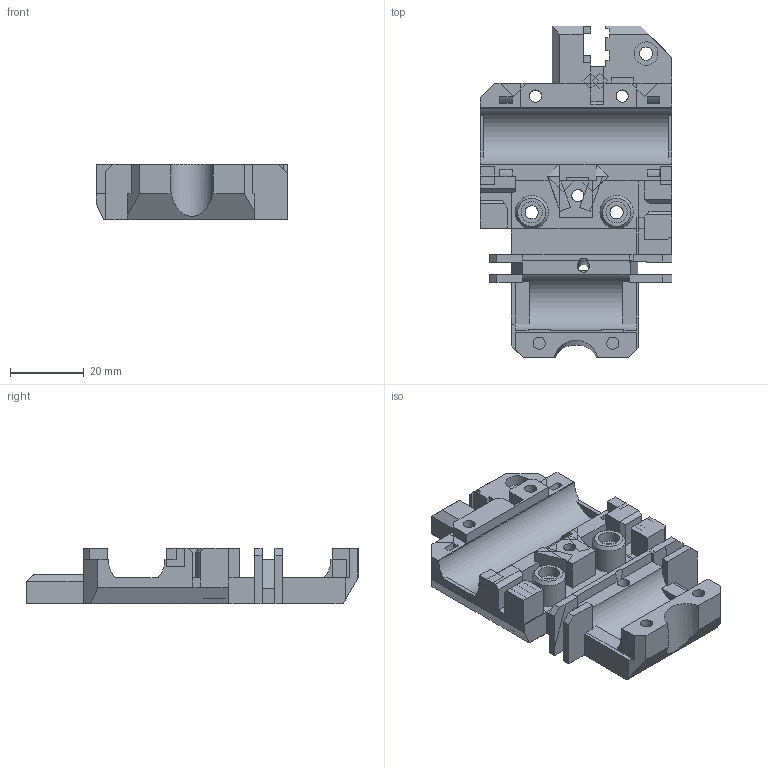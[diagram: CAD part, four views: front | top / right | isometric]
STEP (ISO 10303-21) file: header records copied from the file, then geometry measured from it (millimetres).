
FILE_DESCRIPTION(('FreeCAD Model'),'2;1');
FILE_NAME('x-carriage(without revision text,facet numbers to 0).step','2017-12-06T07:20:59',('Author'),(''), 'Open CASCADE STEP processor 6.8','FreeCAD','Unknown');
FILE_SCHEMA(('AUTOMOTIVE_DESIGN_CC2 { 1 2 10303 214 -1 1 5 4 }'));
Length unit declared in the file: millimetre
Products named in the file (1): difference012
Bounding box: 52 x 90 x 15 mm (x, y, z)
Volume: 32003 mm3; surface area: 17607.2 mm2
Topology: 1 solids, 7 shells, 499 faces, 1345 edges, 861 vertices
Faces by surface type: plane 462, cylinder 31, cone 6
Full cylindrical faces by diameter (mm): 3.04 x1, 3.3 x10, 3.6 x3, 5.8 x2, 6.4 x1, 9 x2
Entity records: 32138 total; most frequent: CARTESIAN_POINT 6659, DIRECTION 4195, LINE 2844, VECTOR 2844, ORIENTED_EDGE 2682, PCURVE 2682, DEFINITIONAL_REPRESENTATION 2682, EDGE_CURVE 1341
